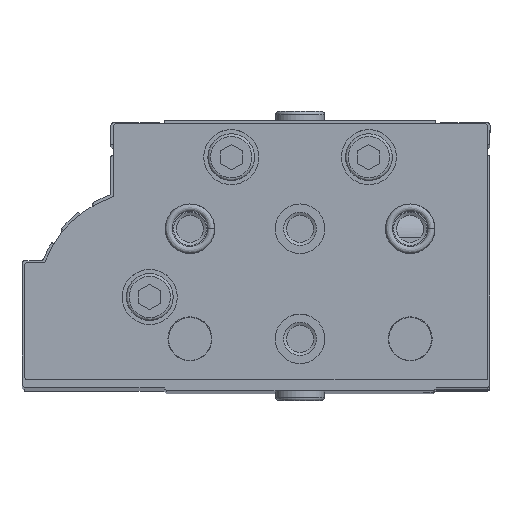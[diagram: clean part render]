
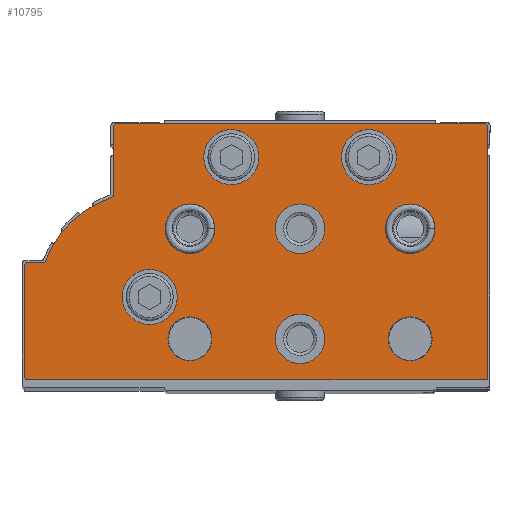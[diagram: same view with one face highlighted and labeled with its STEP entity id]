
A CAD part, top view. The second image highlights one B-rep face of the part: STEP entity #10795.
In plain terms, the highlighted face is planar.
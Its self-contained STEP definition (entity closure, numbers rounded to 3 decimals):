
#1131=LINE('',#18361,#1989);
#1133=LINE('',#18365,#1991);
#1136=LINE('',#18373,#1994);
#1139=LINE('',#18381,#1997);
#1144=LINE('',#18397,#2002);
#1147=LINE('',#18405,#2005);
#1989=VECTOR('',#14886,1000.);
#1991=VECTOR('',#14890,1000.);
#1994=VECTOR('',#14899,1000.);
#1997=VECTOR('',#14908,1000.);
#2002=VECTOR('',#14927,1000.);
#2005=VECTOR('',#14936,1000.);
#4326=ORIENTED_EDGE('',*,*,#6207,.T.);
#4327=ORIENTED_EDGE('',*,*,#6208,.T.);
#4328=ORIENTED_EDGE('',*,*,#6209,.T.);
#4329=ORIENTED_EDGE('',*,*,#6210,.T.);
#4330=ORIENTED_EDGE('',*,*,#6211,.T.);
#4331=ORIENTED_EDGE('',*,*,#6212,.T.);
#4332=ORIENTED_EDGE('',*,*,#6213,.T.);
#4333=ORIENTED_EDGE('',*,*,#6214,.T.);
#4334=ORIENTED_EDGE('',*,*,#6215,.T.);
#4335=ORIENTED_EDGE('',*,*,#6180,.F.);
#4336=ORIENTED_EDGE('',*,*,#6205,.F.);
#4337=ORIENTED_EDGE('',*,*,#6203,.F.);
#4338=ORIENTED_EDGE('',*,*,#6201,.F.);
#4339=ORIENTED_EDGE('',*,*,#6199,.T.);
#4340=ORIENTED_EDGE('',*,*,#6197,.F.);
#4341=ORIENTED_EDGE('',*,*,#6195,.T.);
#4342=ORIENTED_EDGE('',*,*,#6193,.F.);
#4343=ORIENTED_EDGE('',*,*,#6191,.F.);
#4344=ORIENTED_EDGE('',*,*,#6189,.F.);
#4345=ORIENTED_EDGE('',*,*,#6187,.F.);
#4346=ORIENTED_EDGE('',*,*,#6185,.F.);
#4347=ORIENTED_EDGE('',*,*,#6183,.F.);
#6180=EDGE_CURVE('',#7350,#7351,#7960,.T.);
#6183=EDGE_CURVE('',#7351,#7352,#1131,.T.);
#6185=EDGE_CURVE('',#7352,#7353,#1133,.T.);
#6187=EDGE_CURVE('',#7353,#7354,#7961,.T.);
#6189=EDGE_CURVE('',#7354,#7355,#1136,.T.);
#6191=EDGE_CURVE('',#7355,#7356,#7962,.T.);
#6193=EDGE_CURVE('',#7356,#7357,#1139,.T.);
#6195=EDGE_CURVE('',#7358,#7357,#7963,.T.);
#6197=EDGE_CURVE('',#7358,#7359,#7964,.T.);
#6199=EDGE_CURVE('',#7360,#7359,#7965,.T.);
#6201=EDGE_CURVE('',#7360,#7361,#1144,.T.);
#6203=EDGE_CURVE('',#7361,#7362,#7966,.T.);
#6205=EDGE_CURVE('',#7362,#7350,#1147,.T.);
#6207=EDGE_CURVE('',#7363,#7363,#7967,.T.);
#6208=EDGE_CURVE('',#7364,#7364,#7968,.T.);
#6209=EDGE_CURVE('',#7365,#7365,#7969,.T.);
#6210=EDGE_CURVE('',#7366,#7366,#7970,.T.);
#6211=EDGE_CURVE('',#7367,#7367,#7971,.T.);
#6212=EDGE_CURVE('',#7368,#7368,#7972,.T.);
#6213=EDGE_CURVE('',#7369,#7369,#7973,.T.);
#6214=EDGE_CURVE('',#7370,#7370,#7974,.T.);
#6215=EDGE_CURVE('',#7371,#7371,#7975,.T.);
#7350=VERTEX_POINT('',#18356);
#7351=VERTEX_POINT('',#18357);
#7352=VERTEX_POINT('',#18362);
#7353=VERTEX_POINT('',#18366);
#7354=VERTEX_POINT('',#18370);
#7355=VERTEX_POINT('',#18374);
#7356=VERTEX_POINT('',#18378);
#7357=VERTEX_POINT('',#18382);
#7358=VERTEX_POINT('',#18386);
#7359=VERTEX_POINT('',#18390);
#7360=VERTEX_POINT('',#18394);
#7361=VERTEX_POINT('',#18398);
#7362=VERTEX_POINT('',#18402);
#7363=VERTEX_POINT('',#18409);
#7364=VERTEX_POINT('',#18411);
#7365=VERTEX_POINT('',#18413);
#7366=VERTEX_POINT('',#18415);
#7367=VERTEX_POINT('',#18417);
#7368=VERTEX_POINT('',#18419);
#7369=VERTEX_POINT('',#18421);
#7370=VERTEX_POINT('',#18423);
#7371=VERTEX_POINT('',#18425);
#7960=CIRCLE('',#12137,0.5);
#7961=CIRCLE('',#12141,0.5);
#7962=CIRCLE('',#12144,0.5);
#7963=CIRCLE('',#12147,0.5);
#7964=CIRCLE('',#12149,19.5);
#7965=CIRCLE('',#12151,0.5);
#7966=CIRCLE('',#12154,0.5);
#7967=CIRCLE('',#12157,5.);
#7968=CIRCLE('',#12158,5.);
#7969=CIRCLE('',#12159,5.);
#7970=CIRCLE('',#12160,4.5);
#7971=CIRCLE('',#12161,4.5);
#7972=CIRCLE('',#12162,4.5);
#7973=CIRCLE('',#12163,4.5);
#7974=CIRCLE('',#12164,4.);
#7975=CIRCLE('',#12165,4.);
#8732=EDGE_LOOP('',(#4326));
#8733=EDGE_LOOP('',(#4327));
#8734=EDGE_LOOP('',(#4328));
#8735=EDGE_LOOP('',(#4329));
#8736=EDGE_LOOP('',(#4330));
#8737=EDGE_LOOP('',(#4331));
#8738=EDGE_LOOP('',(#4332));
#8739=EDGE_LOOP('',(#4333));
#8740=EDGE_LOOP('',(#4334));
#8741=EDGE_LOOP('',(#4335,#4336,#4337,#4338,#4339,#4340,#4341,#4342,#4343,
#4344,#4345,#4346,#4347));
#9685=FACE_BOUND('',#8732,.T.);
#9686=FACE_BOUND('',#8733,.T.);
#9687=FACE_BOUND('',#8734,.T.);
#9688=FACE_BOUND('',#8735,.T.);
#9689=FACE_BOUND('',#8736,.T.);
#9690=FACE_BOUND('',#8737,.T.);
#9691=FACE_BOUND('',#8738,.T.);
#9692=FACE_BOUND('',#8739,.T.);
#9693=FACE_BOUND('',#8740,.T.);
#9694=FACE_BOUND('',#8741,.T.);
#10249=PLANE('',#12156);
#10795=ADVANCED_FACE('',(#9685,#9686,#9687,#9688,#9689,#9690,#9691,#9692,
#9693,#9694),#10249,.F.);
#12137=AXIS2_PLACEMENT_3D('',#18355,#14880,#14881);
#12141=AXIS2_PLACEMENT_3D('',#18369,#14894,#14895);
#12144=AXIS2_PLACEMENT_3D('',#18377,#14903,#14904);
#12147=AXIS2_PLACEMENT_3D('',#18385,#14912,#14913);
#12149=AXIS2_PLACEMENT_3D('',#18389,#14917,#14918);
#12151=AXIS2_PLACEMENT_3D('',#18393,#14922,#14923);
#12154=AXIS2_PLACEMENT_3D('',#18401,#14931,#14932);
#12156=AXIS2_PLACEMENT_3D('',#18407,#14938,#14939);
#12157=AXIS2_PLACEMENT_3D('',#18408,#14940,#14941);
#12158=AXIS2_PLACEMENT_3D('',#18410,#14942,#14943);
#12159=AXIS2_PLACEMENT_3D('',#18412,#14944,#14945);
#12160=AXIS2_PLACEMENT_3D('',#18414,#14946,#14947);
#12161=AXIS2_PLACEMENT_3D('',#18416,#14948,#14949);
#12162=AXIS2_PLACEMENT_3D('',#18418,#14950,#14951);
#12163=AXIS2_PLACEMENT_3D('',#18420,#14952,#14953);
#12164=AXIS2_PLACEMENT_3D('',#18422,#14954,#14955);
#12165=AXIS2_PLACEMENT_3D('',#18424,#14956,#14957);
#14880=DIRECTION('',(0.,0.,1.));
#14881=DIRECTION('',(1.,0.,0.));
#14886=DIRECTION('',(0.,-1.,0.));
#14890=DIRECTION('',(1.,0.,0.));
#14894=DIRECTION('',(0.,0.,1.));
#14895=DIRECTION('',(1.,0.,0.));
#14899=DIRECTION('',(0.,1.,0.));
#14903=DIRECTION('',(0.,0.,1.));
#14904=DIRECTION('',(1.,0.,0.));
#14908=DIRECTION('',(-1.,0.,0.));
#14912=DIRECTION('',(0.,0.,1.));
#14913=DIRECTION('',(1.,0.,0.));
#14917=DIRECTION('',(0.,0.,1.));
#14918=DIRECTION('',(1.,0.,0.));
#14922=DIRECTION('',(0.,0.,1.));
#14923=DIRECTION('',(1.,0.,0.));
#14927=DIRECTION('',(0.,1.,0.));
#14931=DIRECTION('',(0.,0.,1.));
#14932=DIRECTION('',(1.,0.,0.));
#14936=DIRECTION('',(-1.,0.,0.));
#14938=DIRECTION('',(0.,0.,1.));
#14939=DIRECTION('',(1.,0.,0.));
#14940=DIRECTION('',(0.,0.,1.));
#14941=DIRECTION('',(1.,0.,0.));
#14942=DIRECTION('',(0.,0.,1.));
#14943=DIRECTION('',(1.,0.,0.));
#14944=DIRECTION('',(0.,0.,1.));
#14945=DIRECTION('',(1.,0.,0.));
#14946=DIRECTION('',(0.,0.,1.));
#14947=DIRECTION('',(1.,0.,0.));
#14948=DIRECTION('',(0.,0.,1.));
#14949=DIRECTION('',(1.,0.,0.));
#14950=DIRECTION('',(0.,0.,1.));
#14951=DIRECTION('',(1.,0.,0.));
#14952=DIRECTION('',(0.,0.,1.));
#14953=DIRECTION('',(1.,0.,0.));
#14954=DIRECTION('',(0.,0.,1.));
#14955=DIRECTION('',(1.,0.,0.));
#14956=DIRECTION('',(0.,0.,1.));
#14957=DIRECTION('',(1.,0.,0.));
#18355=CARTESIAN_POINT('',(0.5,46.,0.));
#18356=CARTESIAN_POINT('',(0.5,46.5,0.));
#18357=CARTESIAN_POINT('',(0.,46.,0.));
#18361=CARTESIAN_POINT('',(0.,46.,0.));
#18362=CARTESIAN_POINT('',(0.,0.,0.));
#18365=CARTESIAN_POINT('',(0.,0.,0.));
#18366=CARTESIAN_POINT('',(83.5,0.,0.));
#18369=CARTESIAN_POINT('',(83.5,0.5,0.));
#18370=CARTESIAN_POINT('',(84.,0.5,0.));
#18373=CARTESIAN_POINT('',(84.,0.5,0.));
#18374=CARTESIAN_POINT('',(84.,20.7,0.));
#18377=CARTESIAN_POINT('',(83.5,20.7,0.));
#18378=CARTESIAN_POINT('',(83.5,21.2,0.));
#18381=CARTESIAN_POINT('',(83.5,21.2,0.));
#18382=CARTESIAN_POINT('',(80.697,21.2,0.));
#18385=CARTESIAN_POINT('',(80.697,21.7,0.));
#18386=CARTESIAN_POINT('',(80.23,21.523,0.));
#18389=CARTESIAN_POINT('',(62.,14.6,0.));
#18390=CARTESIAN_POINT('',(68.191,33.091,0.));
#18393=CARTESIAN_POINT('',(68.35,33.565,0.));
#18394=CARTESIAN_POINT('',(67.85,33.565,0.));
#18397=CARTESIAN_POINT('',(67.85,33.565,0.));
#18398=CARTESIAN_POINT('',(67.85,46.,0.));
#18401=CARTESIAN_POINT('',(67.35,46.,0.));
#18402=CARTESIAN_POINT('',(67.35,46.5,0.));
#18405=CARTESIAN_POINT('',(67.35,46.5,0.));
#18407=CARTESIAN_POINT('',(0.5,46.,0.));
#18408=CARTESIAN_POINT('',(61.3,15.,0.));
#18409=CARTESIAN_POINT('',(66.3,15.,0.));
#18410=CARTESIAN_POINT('',(46.5,40.4,0.));
#18411=CARTESIAN_POINT('',(51.5,40.4,0.));
#18412=CARTESIAN_POINT('',(21.5,40.4,0.));
#18413=CARTESIAN_POINT('',(26.5,40.4,0.));
#18414=CARTESIAN_POINT('',(54.,27.4,0.));
#18415=CARTESIAN_POINT('',(58.5,27.4,0.));
#18416=CARTESIAN_POINT('',(34.,27.4,0.));
#18417=CARTESIAN_POINT('',(38.5,27.4,0.));
#18418=CARTESIAN_POINT('',(14.,27.4,0.));
#18419=CARTESIAN_POINT('',(18.5,27.4,0.));
#18420=CARTESIAN_POINT('',(34.,7.4,0.));
#18421=CARTESIAN_POINT('',(38.5,7.4,0.));
#18422=CARTESIAN_POINT('',(54.,7.4,0.));
#18423=CARTESIAN_POINT('',(58.,7.4,0.));
#18424=CARTESIAN_POINT('',(14.,7.4,0.));
#18425=CARTESIAN_POINT('',(18.,7.4,0.));
